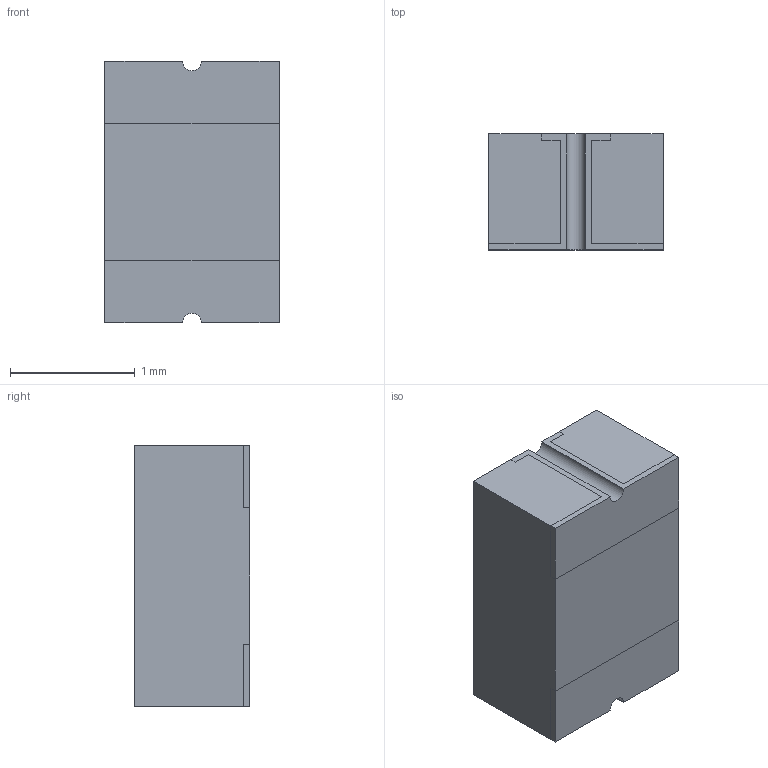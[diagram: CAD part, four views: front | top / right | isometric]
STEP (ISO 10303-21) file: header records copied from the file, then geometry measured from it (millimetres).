
FILE_DESCRIPTION (( 'STEP AP214' ), '1' );
FILE_NAME ('PICOSMDC050S-2.STEP', '2019-05-26T20:44:26', ( '' ), ( '' ), 'SwSTEP 2.0', 'SolidWorks 2017', '' );
FILE_SCHEMA (( 'AUTOMOTIVE_DESIGN' ));
Length unit declared in the file: millimetre
Products named in the file (1): PICOSMDC050S-2
Bounding box: 1.4 x 0.93 x 2.1 mm (x, y, z)
Volume: 2.7 mm3; surface area: 17.4 mm2
Topology: 3 solids, 3 shells, 47 faces, 123 edges, 82 vertices
Faces by surface type: plane 32, cylinder 15
Entity records: 1499 total; most frequent: CARTESIAN_POINT 253, DIRECTION 249, ORIENTED_EDGE 246, EDGE_CURVE 123, VECTOR 93, LINE 93, VERTEX_POINT 82, AXIS2_PLACEMENT_3D 78
